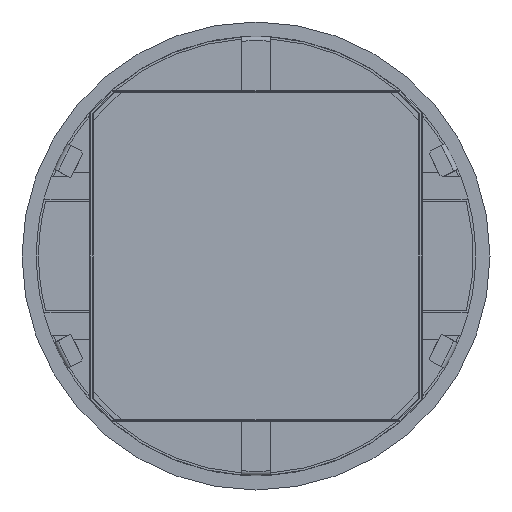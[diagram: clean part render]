
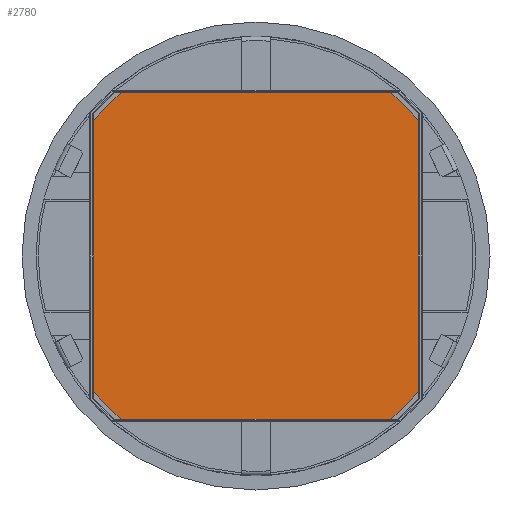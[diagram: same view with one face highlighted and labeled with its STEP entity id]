
A CAD part, front view. The second image highlights one B-rep face of the part: STEP entity #2780.
In plain terms, the highlighted planar face has unit normal (0, -1, 0).
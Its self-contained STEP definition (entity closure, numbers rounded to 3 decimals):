
#278 = FACE_OUTER_BOUND ( 'NONE', #5373, .T. ) ;
#450 = DIRECTION ( 'NONE',  ( 0., 0., 1. ) ) ;
#1139 = DIRECTION ( 'NONE',  ( 0., 0., 1. ) ) ;
#1672 = ORIENTED_EDGE ( 'NONE', *, *, #3745, .F. ) ;
#2062 = AXIS2_PLACEMENT_3D ( 'NONE', #3813, #5572, #6102 ) ;
#2286 = PLANE ( 'NONE',  #2062 ) ;
#2499 = CARTESIAN_POINT ( 'NONE',  ( 0., 0., 0. ) ) ;
#2606 = AXIS2_PLACEMENT_3D ( 'NONE', #3746, #4195, #1139 ) ;
#2780 = ADVANCED_FACE ( 'NONE', ( #278 ), #2286, .F. ) ;
#3745 = EDGE_CURVE ( 'NONE', #3802, #5320, #6081, .T. ) ;
#3746 = CARTESIAN_POINT ( 'NONE',  ( 0., 0., 0. ) ) ;
#3802 = VERTEX_POINT ( 'NONE', #5616 ) ;
#3813 = CARTESIAN_POINT ( 'NONE',  ( 0., 0., 0. ) ) ;
#4195 = DIRECTION ( 'NONE',  ( 0., 1., 0. ) ) ;
#4344 = ORIENTED_EDGE ( 'NONE', *, *, #5581, .F. ) ;
#4917 = DIRECTION ( 'NONE',  ( 0., 1., 0. ) ) ;
#4945 = CARTESIAN_POINT ( 'NONE',  ( 0., 0., 148.5 ) ) ;
#5320 = VERTEX_POINT ( 'NONE', #4945 ) ;
#5373 = EDGE_LOOP ( 'NONE', ( #1672, #4344 ) ) ;
#5572 = DIRECTION ( 'NONE',  ( 0., 1., 0. ) ) ;
#5581 = EDGE_CURVE ( 'NONE', #5320, #3802, #5887, .T. ) ;
#5616 = CARTESIAN_POINT ( 'NONE',  ( 0., 0., -148.5 ) ) ;
#5662 = AXIS2_PLACEMENT_3D ( 'NONE', #2499, #4917, #450 ) ;
#5887 = CIRCLE ( 'NONE', #2606, 148.5 ) ;
#6081 = CIRCLE ( 'NONE', #5662, 148.5 ) ;
#6102 = DIRECTION ( 'NONE',  ( 0., 0., 1. ) ) ;
